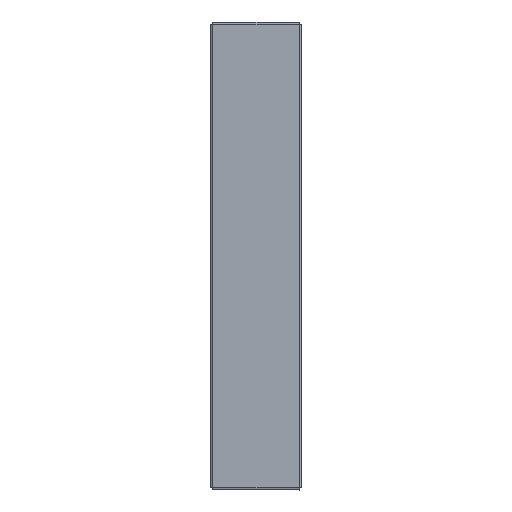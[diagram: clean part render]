
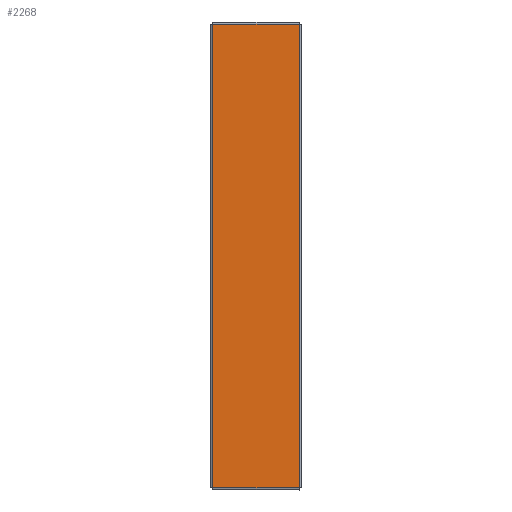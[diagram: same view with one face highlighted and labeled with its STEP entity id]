
A CAD part, left-side view. The second image highlights one B-rep face of the part: STEP entity #2268.
In plain terms, the highlighted planar face has unit normal (-1, 0, 0).
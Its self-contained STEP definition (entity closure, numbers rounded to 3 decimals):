
#4 = ORIENTED_EDGE ( 'NONE', *, *, #1622, .T. ) ;
#83 = EDGE_CURVE ( 'NONE', #2737, #2254, #728, .T. ) ;
#149 = LINE ( 'NONE', #703, #818 ) ;
#150 = EDGE_CURVE ( 'NONE', #773, #488, #1142, .T. ) ;
#163 = ORIENTED_EDGE ( 'NONE', *, *, #343, .F. ) ;
#210 = CARTESIAN_POINT ( 'NONE',  ( 0., 47.257, 251. ) ) ;
#214 = VERTEX_POINT ( 'NONE', #1306 ) ;
#220 = AXIS2_PLACEMENT_3D ( 'NONE', #2897, #1341, #1056 ) ;
#234 = LINE ( 'NONE', #1585, #2515 ) ;
#330 = CARTESIAN_POINT ( 'NONE',  ( 0., -47.257, 0. ) ) ;
#343 = EDGE_CURVE ( 'NONE', #2019, #1729, #1398, .T. ) ;
#401 = DIRECTION ( 'NONE',  ( 0., 1., 0. ) ) ;
#403 = ORIENTED_EDGE ( 'NONE', *, *, #882, .F. ) ;
#446 = ORIENTED_EDGE ( 'NONE', *, *, #1838, .T. ) ;
#488 = VERTEX_POINT ( 'NONE', #1291 ) ;
#520 = VECTOR ( 'NONE', #1907, 1000. ) ;
#546 = DIRECTION ( 'NONE',  ( 0., 1., 0. ) ) ;
#610 = CARTESIAN_POINT ( 'NONE',  ( 0., 47., -251. ) ) ;
#679 = LINE ( 'NONE', #1048, #1454 ) ;
#692 = CARTESIAN_POINT ( 'NONE',  ( 0., 47., -253.5 ) ) ;
#698 = CARTESIAN_POINT ( 'NONE',  ( 0., -47., -251. ) ) ;
#703 = CARTESIAN_POINT ( 'NONE',  ( 0., -47., -253.5 ) ) ;
#709 = DIRECTION ( 'NONE',  ( 0., 0., 1. ) ) ;
#728 = LINE ( 'NONE', #1802, #958 ) ;
#773 = VERTEX_POINT ( 'NONE', #610 ) ;
#803 = EDGE_CURVE ( 'NONE', #2774, #1582, #2635, .T. ) ;
#809 = EDGE_CURVE ( 'NONE', #2019, #2238, #884, .T. ) ;
#812 = DIRECTION ( 'NONE',  ( 0., -1., 0. ) ) ;
#818 = VECTOR ( 'NONE', #2697, 1000. ) ;
#882 = EDGE_CURVE ( 'NONE', #2774, #773, #2490, .T. ) ;
#884 = LINE ( 'NONE', #330, #959 ) ;
#908 = CARTESIAN_POINT ( 'NONE',  ( 0., 47., -251.257 ) ) ;
#911 = VERTEX_POINT ( 'NONE', #210 ) ;
#944 = EDGE_CURVE ( 'NONE', #2254, #2238, #1255, .T. ) ;
#958 = VECTOR ( 'NONE', #2486, 1000. ) ;
#959 = VECTOR ( 'NONE', #2620, 1000. ) ;
#968 = CARTESIAN_POINT ( 'NONE',  ( 0., -49.5, 251. ) ) ;
#1048 = CARTESIAN_POINT ( 'NONE',  ( 0., 49.5, 251. ) ) ;
#1056 = DIRECTION ( 'NONE',  ( 0., 0., 1. ) ) ;
#1062 = VECTOR ( 'NONE', #546, 1000. ) ;
#1129 = DIRECTION ( 'NONE',  ( 0., 1., 0. ) ) ;
#1142 = LINE ( 'NONE', #1957, #2714 ) ;
#1180 = DIRECTION ( 'NONE',  ( 0., -1., 0. ) ) ;
#1218 = VECTOR ( 'NONE', #1129, 1000. ) ;
#1255 = LINE ( 'NONE', #968, #1367 ) ;
#1285 = LINE ( 'NONE', #1467, #520 ) ;
#1291 = CARTESIAN_POINT ( 'NONE',  ( 0., 47.257, -251. ) ) ;
#1301 = VECTOR ( 'NONE', #709, 1000. ) ;
#1306 = CARTESIAN_POINT ( 'NONE',  ( 0., 47., 251.257 ) ) ;
#1325 = CARTESIAN_POINT ( 'NONE',  ( 0., -47., 251. ) ) ;
#1341 = DIRECTION ( 'NONE',  ( -1., 0., 0. ) ) ;
#1367 = VECTOR ( 'NONE', #1180, 1000. ) ;
#1398 = LINE ( 'NONE', #698, #1218 ) ;
#1454 = VECTOR ( 'NONE', #2136, 1000. ) ;
#1467 = CARTESIAN_POINT ( 'NONE',  ( 0., 47., 251. ) ) ;
#1582 = VERTEX_POINT ( 'NONE', #2760 ) ;
#1585 = CARTESIAN_POINT ( 'NONE',  ( 0., 47.257, 0. ) ) ;
#1622 = EDGE_CURVE ( 'NONE', #2737, #214, #2631, .T. ) ;
#1635 = CARTESIAN_POINT ( 'NONE',  ( 0., 47., 251. ) ) ;
#1658 = EDGE_LOOP ( 'NONE', ( #2825, #4, #2503, #2634, #446, #2859, #403, #2215, #1924, #163, #2930, #2925 ) ) ;
#1729 = VERTEX_POINT ( 'NONE', #1804 ) ;
#1784 = CARTESIAN_POINT ( 'NONE',  ( 0., -47.257, 251. ) ) ;
#1802 = CARTESIAN_POINT ( 'NONE',  ( 0., -47., 251. ) ) ;
#1804 = CARTESIAN_POINT ( 'NONE',  ( 0., -47., -251. ) ) ;
#1838 = EDGE_CURVE ( 'NONE', #911, #488, #234, .T. ) ;
#1907 = DIRECTION ( 'NONE',  ( 0., 0., 1. ) ) ;
#1924 = ORIENTED_EDGE ( 'NONE', *, *, #2730, .F. ) ;
#1957 = CARTESIAN_POINT ( 'NONE',  ( 0., 47., -251. ) ) ;
#2012 = VECTOR ( 'NONE', #812, 1000. ) ;
#2019 = VERTEX_POINT ( 'NONE', #2236 ) ;
#2081 = CARTESIAN_POINT ( 'NONE',  ( 0., -47., 251.257 ) ) ;
#2131 = EDGE_CURVE ( 'NONE', #911, #2432, #679, .T. ) ;
#2136 = DIRECTION ( 'NONE',  ( 0., -1., 0. ) ) ;
#2151 = CARTESIAN_POINT ( 'NONE',  ( 0., 0., -251.257 ) ) ;
#2215 = ORIENTED_EDGE ( 'NONE', *, *, #803, .T. ) ;
#2236 = CARTESIAN_POINT ( 'NONE',  ( 0., -47.257, -251. ) ) ;
#2238 = VERTEX_POINT ( 'NONE', #1784 ) ;
#2254 = VERTEX_POINT ( 'NONE', #1325 ) ;
#2264 = DIRECTION ( 'NONE',  ( 0., 0., -1. ) ) ;
#2268 = ADVANCED_FACE ( 'NONE', ( #2625 ), #2691, .T. ) ;
#2432 = VERTEX_POINT ( 'NONE', #1635 ) ;
#2486 = DIRECTION ( 'NONE',  ( 0., 0., -1. ) ) ;
#2490 = LINE ( 'NONE', #692, #1301 ) ;
#2503 = ORIENTED_EDGE ( 'NONE', *, *, #2813, .F. ) ;
#2515 = VECTOR ( 'NONE', #2264, 1000. ) ;
#2590 = CARTESIAN_POINT ( 'NONE',  ( 0., 0., 251.257 ) ) ;
#2620 = DIRECTION ( 'NONE',  ( 0., 0., 1. ) ) ;
#2625 = FACE_OUTER_BOUND ( 'NONE', #1658, .T. ) ;
#2631 = LINE ( 'NONE', #2590, #1062 ) ;
#2634 = ORIENTED_EDGE ( 'NONE', *, *, #2131, .F. ) ;
#2635 = LINE ( 'NONE', #2151, #2012 ) ;
#2691 = PLANE ( 'NONE',  #220 ) ;
#2697 = DIRECTION ( 'NONE',  ( 0., 0., -1. ) ) ;
#2714 = VECTOR ( 'NONE', #401, 1000. ) ;
#2730 = EDGE_CURVE ( 'NONE', #1729, #1582, #149, .T. ) ;
#2737 = VERTEX_POINT ( 'NONE', #2081 ) ;
#2760 = CARTESIAN_POINT ( 'NONE',  ( 0., -47., -251.257 ) ) ;
#2774 = VERTEX_POINT ( 'NONE', #908 ) ;
#2813 = EDGE_CURVE ( 'NONE', #2432, #214, #1285, .T. ) ;
#2825 = ORIENTED_EDGE ( 'NONE', *, *, #83, .F. ) ;
#2859 = ORIENTED_EDGE ( 'NONE', *, *, #150, .F. ) ;
#2897 = CARTESIAN_POINT ( 'NONE',  ( 0., 0., 0. ) ) ;
#2925 = ORIENTED_EDGE ( 'NONE', *, *, #944, .F. ) ;
#2930 = ORIENTED_EDGE ( 'NONE', *, *, #809, .T. ) ;
